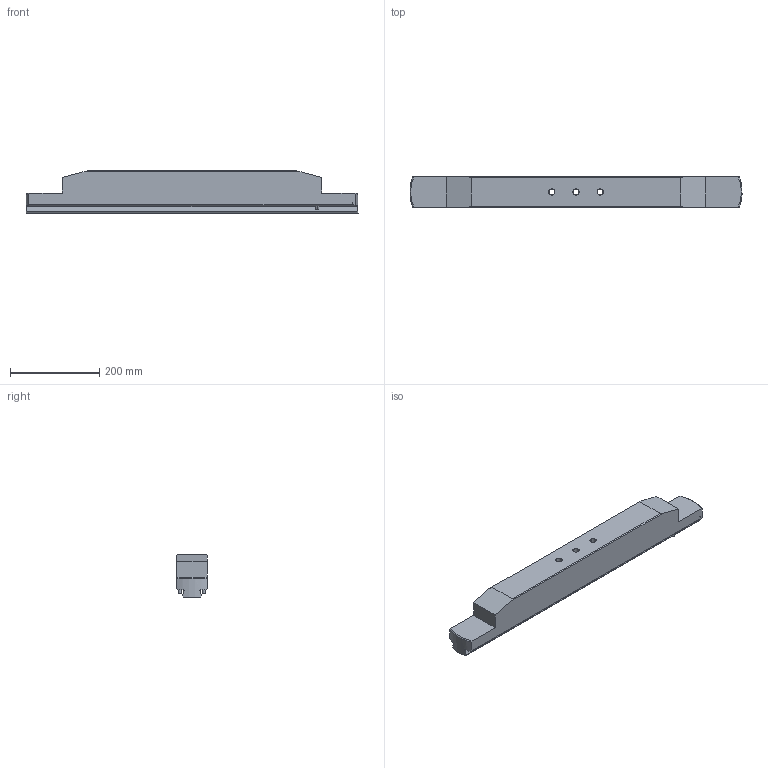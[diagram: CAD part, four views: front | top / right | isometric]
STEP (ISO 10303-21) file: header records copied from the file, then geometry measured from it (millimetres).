
FILE_DESCRIPTION(('no description'),'unknown implementation level');
FILE_NAME('8D091A66-4B61-400C-9736-02A457CAE94C_export.stp',' ',('CIMSOURCE GmbH'),('CADClick - KiM GmbH - www.kimweb.de'),'unknown preprocess','ACIS','unknown authorization');
FILE_SCHEMA(('automotive_design'));
Length unit declared in the file: millimetre
Products named in the file (1): Fase1
Bounding box: 742.55 x 68 x 95 mm (x, y, z)
Volume: 3779213.3 mm3; surface area: 244725.6 mm2
Topology: 1 solids, 1 shells, 75 faces, 186 edges, 118 vertices
Faces by surface type: plane 33, cylinder 22, cone 20
Entity records: 4507 total; most frequent: CARTESIAN_POINT 554, DIRECTION 386, STYLED_ITEM 380, PRESENTATION_STYLE_ASSIGNMENT 380, COLOUR_RGB 380, ORIENTED_EDGE 372, EDGE_CURVE 186, CURVE_STYLE 186
